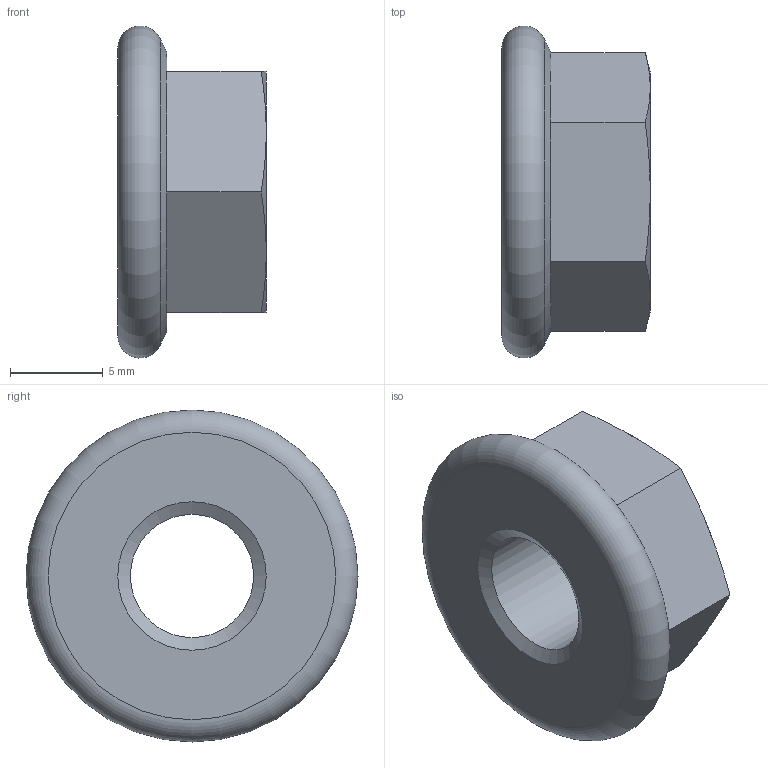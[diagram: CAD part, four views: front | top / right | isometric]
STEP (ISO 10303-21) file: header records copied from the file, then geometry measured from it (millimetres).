
FILE_DESCRIPTION(/* description */ ('Sechskantmutter ISO 7044 - M8 mit Flansch selbstsichernd'),/* implementation_level */ '2;1');
FILE_NAME(/* name */ 'ZEI_CAD_211334-0-REV00_#SALL_#AIN_#V1.step',/* time_stamp */ '2022-09-15T21:03:36+02:00',/* author */ ('MiniTec'),/* organization */ ('MiniTec GmbH & Co.KG'),/* preprocessor_version */ 'ST-DEVELOPER v18.1',/* originating_system */ 'Autodesk Inventor 2021',/* authorisation */ '');
FILE_SCHEMA (('CONFIG_CONTROL_DESIGN'));
Length unit declared in the file: millimetre
Products named in the file (1): leer
Bounding box: 8 x 17.9 x 17.9 mm (x, y, z)
Volume: 1113.6 mm3; surface area: 904.1 mm2
Topology: 1 solids, 1 shells, 25 faces, 49 edges, 26 vertices
Faces by surface type: plane 14, cone 9, cylinder 1, torus 1
Full cylindrical faces by diameter (mm): 6.647 x1
Entity records: 657 total; most frequent: CARTESIAN_POINT 125, DIRECTION 110, ORIENTED_EDGE 98, EDGE_CURVE 49, AXIS2_PLACEMENT_3D 47, EDGE_LOOP 27, VERTEX_POINT 26, FACE_OUTER_BOUND 25
